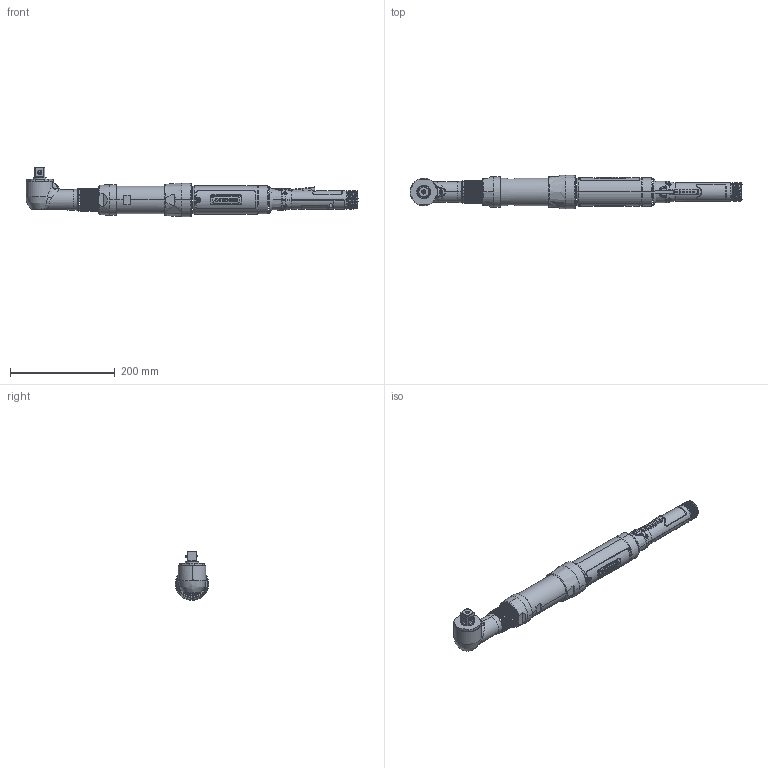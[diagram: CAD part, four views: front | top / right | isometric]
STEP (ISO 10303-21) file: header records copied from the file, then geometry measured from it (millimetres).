
FILE_DESCRIPTION((''),'2;1');
FILE_NAME('EB45LA26-220','2013-11-06T',('MAM0508'),(''),'PRO/ENGINEER BY PARAMETRIC TECHNOLOGY CORPORATION, 2010430','PRO/ENGINEER BY PARAMETRIC TECHNOLOGY CORPORATION, 2010430','');
FILE_SCHEMA(('CONFIG_CONTROL_DESIGN'));
Products named in the file (1): EB45LA26-220
Bounding box: 633.13 x 63.44 x 93.56 mm (x, y, z)
Surface area: 150736.3 mm2 (no closed solid volume)
Topology: 0 solids, 171 shells, 791 faces, 3822 edges, 3150 vertices
Faces by surface type: cylinder 334, bspline 171, plane 126, torus 87, cone 56, extrusion 16, sphere 1
Entity records: 54676 total; most frequent: CARTESIAN_POINT 28485, ORIENTED_EDGE 4822, DIRECTION 4452, EDGE_CURVE 3819, VERTEX_POINT 3150, B_SPLINE_CURVE_WITH_KNOTS 1606, AXIS2_PLACEMENT_3D 1603, VECTOR 1246
